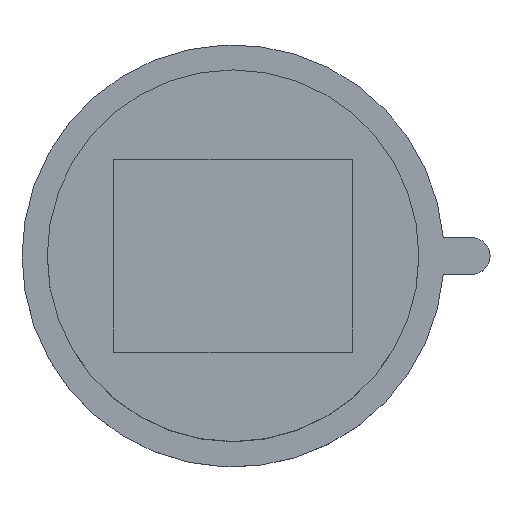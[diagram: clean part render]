
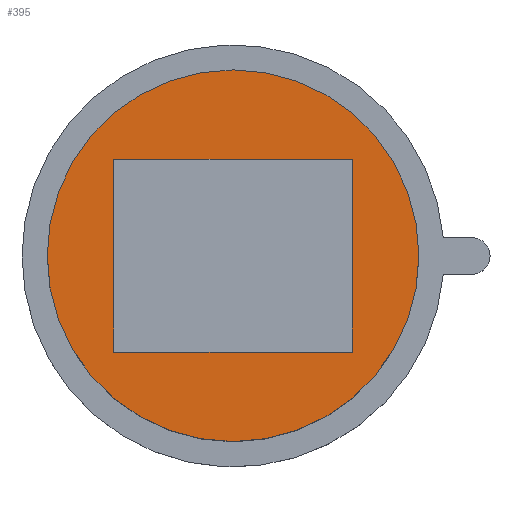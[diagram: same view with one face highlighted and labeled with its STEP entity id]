
A CAD part, top view. The second image highlights one B-rep face of the part: STEP entity #395.
In plain terms, the highlighted planar face has unit normal (0, 0, 1).
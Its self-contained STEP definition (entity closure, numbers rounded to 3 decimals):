
#17 = DIRECTION ( 'NONE',  ( 0., 0., 1. ) ) ;
#38 = CARTESIAN_POINT ( 'NONE',  ( 2.6, -2.1, 3.7 ) ) ;
#65 = EDGE_CURVE ( 'NONE', #72, #267, #279, .T. ) ;
#66 = CIRCLE ( 'NONE', #203, 4.05 ) ;
#72 = VERTEX_POINT ( 'NONE', #651 ) ;
#73 = CARTESIAN_POINT ( 'NONE',  ( 0., 0., 3.7 ) ) ;
#99 = DIRECTION ( 'NONE',  ( 1., 0., 0. ) ) ;
#127 = CIRCLE ( 'NONE', #240, 4.05 ) ;
#130 = EDGE_CURVE ( 'NONE', #450, #551, #891, .T. ) ;
#203 = AXIS2_PLACEMENT_3D ( 'NONE', #766, #17, #99 ) ;
#211 = DIRECTION ( 'NONE',  ( 1., 0., 0. ) ) ;
#229 = VERTEX_POINT ( 'NONE', #534 ) ;
#240 = AXIS2_PLACEMENT_3D ( 'NONE', #73, #289, #516 ) ;
#260 = PLANE ( 'NONE',  #582 ) ;
#267 = VERTEX_POINT ( 'NONE', #321 ) ;
#279 = LINE ( 'NONE', #577, #583 ) ;
#289 = DIRECTION ( 'NONE',  ( 0., 0., 1. ) ) ;
#293 = DIRECTION ( 'NONE',  ( -1., 0., 0. ) ) ;
#313 = EDGE_LOOP ( 'NONE', ( #844, #617 ) ) ;
#317 = LINE ( 'NONE', #933, #705 ) ;
#321 = CARTESIAN_POINT ( 'NONE',  ( 2.6, -2.1, 3.7 ) ) ;
#394 = CARTESIAN_POINT ( 'NONE',  ( -4.05, 0., 3.7 ) ) ;
#395 = ADVANCED_FACE ( 'NONE', ( #542, #457 ), #260, .T. ) ;
#413 = EDGE_CURVE ( 'NONE', #229, #864, #66, .T. ) ;
#446 = CARTESIAN_POINT ( 'NONE',  ( -2.6, 2.1, 3.7 ) ) ;
#450 = VERTEX_POINT ( 'NONE', #499 ) ;
#457 = FACE_OUTER_BOUND ( 'NONE', #313, .T. ) ;
#499 = CARTESIAN_POINT ( 'NONE',  ( 2.6, 2.1, 3.7 ) ) ;
#516 = DIRECTION ( 'NONE',  ( 1., 0., 0. ) ) ;
#534 = CARTESIAN_POINT ( 'NONE',  ( 4.05, 0., 3.7 ) ) ;
#542 = FACE_BOUND ( 'NONE', #826, .T. ) ;
#551 = VERTEX_POINT ( 'NONE', #446 ) ;
#558 = EDGE_CURVE ( 'NONE', #864, #229, #127, .T. ) ;
#577 = CARTESIAN_POINT ( 'NONE',  ( -2.6, -2.1, 3.7 ) ) ;
#582 = AXIS2_PLACEMENT_3D ( 'NONE', #608, #616, #707 ) ;
#583 = VECTOR ( 'NONE', #211, 1000. ) ;
#587 = CARTESIAN_POINT ( 'NONE',  ( -2.6, 2.1, 3.7 ) ) ;
#592 = VECTOR ( 'NONE', #910, 1000. ) ;
#608 = CARTESIAN_POINT ( 'NONE',  ( 0., 0., 3.7 ) ) ;
#616 = DIRECTION ( 'NONE',  ( 0., 0., 1. ) ) ;
#617 = ORIENTED_EDGE ( 'NONE', *, *, #413, .T. ) ;
#620 = ORIENTED_EDGE ( 'NONE', *, *, #793, .F. ) ;
#651 = CARTESIAN_POINT ( 'NONE',  ( -2.6, -2.1, 3.7 ) ) ;
#691 = ORIENTED_EDGE ( 'NONE', *, *, #65, .F. ) ;
#705 = VECTOR ( 'NONE', #940, 1000. ) ;
#707 = DIRECTION ( 'NONE',  ( 1., 0., 0. ) ) ;
#738 = VECTOR ( 'NONE', #293, 1000. ) ;
#766 = CARTESIAN_POINT ( 'NONE',  ( 0., 0., 3.7 ) ) ;
#793 = EDGE_CURVE ( 'NONE', #551, #72, #317, .T. ) ;
#826 = EDGE_LOOP ( 'NONE', ( #875, #691, #620, #949 ) ) ;
#844 = ORIENTED_EDGE ( 'NONE', *, *, #558, .T. ) ;
#864 = VERTEX_POINT ( 'NONE', #394 ) ;
#875 = ORIENTED_EDGE ( 'NONE', *, *, #927, .F. ) ;
#891 = LINE ( 'NONE', #587, #738 ) ;
#910 = DIRECTION ( 'NONE',  ( 0., 1., 0. ) ) ;
#927 = EDGE_CURVE ( 'NONE', #267, #450, #937, .T. ) ;
#933 = CARTESIAN_POINT ( 'NONE',  ( -2.6, -2.1, 3.7 ) ) ;
#937 = LINE ( 'NONE', #38, #592 ) ;
#940 = DIRECTION ( 'NONE',  ( 0., -1., 0. ) ) ;
#949 = ORIENTED_EDGE ( 'NONE', *, *, #130, .F. ) ;
